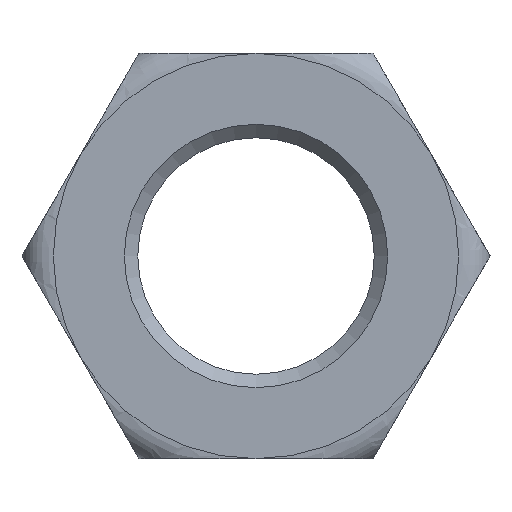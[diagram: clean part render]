
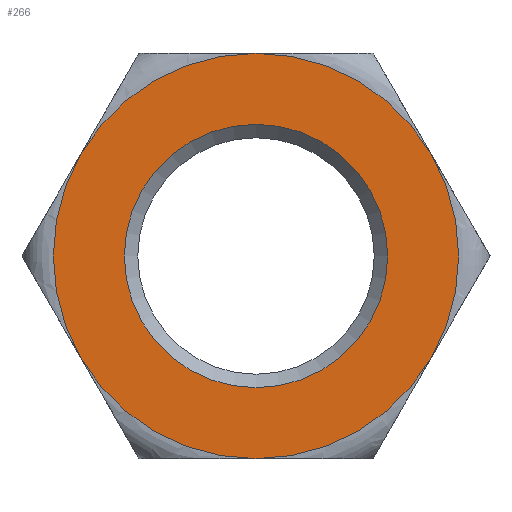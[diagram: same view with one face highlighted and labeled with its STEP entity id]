
A CAD part, front view. The second image highlights one B-rep face of the part: STEP entity #266.
In plain terms, the highlighted planar face has unit normal (0, -1, 0).
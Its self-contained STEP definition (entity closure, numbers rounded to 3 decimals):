
#16 = AXIS2_PLACEMENT_3D ( 'NONE', #138, #916, #35 ) ;
#19 = EDGE_CURVE ( 'NONE', #1246, #702, #1197, .T. ) ;
#24 = CARTESIAN_POINT ( 'NONE',  ( -25.981, -15.5, 15. ) ) ;
#35 = DIRECTION ( 'NONE',  ( 1., 0., 0. ) ) ;
#44 = FACE_OUTER_BOUND ( 'NONE', #1042, .T. ) ;
#83 = VERTEX_POINT ( 'NONE', #208 ) ;
#97 = ORIENTED_EDGE ( 'NONE', *, *, #333, .F. ) ;
#122 = DIRECTION ( 'NONE',  ( 0., 1., 0. ) ) ;
#138 = CARTESIAN_POINT ( 'NONE',  ( 0., -15.5, 0. ) ) ;
#141 = DIRECTION ( 'NONE',  ( 0., 1., 0. ) ) ;
#157 = VECTOR ( 'NONE', #957, 1000. ) ;
#182 = ORIENTED_EDGE ( 'NONE', *, *, #19, .F. ) ;
#185 = VERTEX_POINT ( 'NONE', #774 ) ;
#208 = CARTESIAN_POINT ( 'NONE',  ( -25.981, -15.5, -15. ) ) ;
#210 = CARTESIAN_POINT ( 'NONE',  ( 0., -15.5, 30. ) ) ;
#242 = DIRECTION ( 'NONE',  ( 0., 1., 0. ) ) ;
#262 = DIRECTION ( 'NONE',  ( 1., 0., 0. ) ) ;
#266 = ADVANCED_FACE ( 'NONE', ( #1206, #44 ), #323, .F. ) ;
#270 = DIRECTION ( 'NONE',  ( 0., 1., 0. ) ) ;
#284 = VERTEX_POINT ( 'NONE', #1110 ) ;
#292 = ORIENTED_EDGE ( 'NONE', *, *, #947, .F. ) ;
#319 = EDGE_CURVE ( 'NONE', #761, #284, #840, .T. ) ;
#323 = PLANE ( 'NONE',  #1010 ) ;
#333 = EDGE_CURVE ( 'NONE', #284, #753, #428, .T. ) ;
#359 = CIRCLE ( 'NONE', #1101, 19.5 ) ;
#366 = VERTEX_POINT ( 'NONE', #1259 ) ;
#400 = EDGE_CURVE ( 'NONE', #993, #1071, #880, .T. ) ;
#404 = CARTESIAN_POINT ( 'NONE',  ( 25.981, -15.5, -15. ) ) ;
#414 = DIRECTION ( 'NONE',  ( 0., 1., 0. ) ) ;
#415 = EDGE_CURVE ( 'NONE', #702, #993, #670, .T. ) ;
#428 = LINE ( 'NONE', #535, #157 ) ;
#461 = AXIS2_PLACEMENT_3D ( 'NONE', #934, #141, #534 ) ;
#475 = LINE ( 'NONE', #1170, #877 ) ;
#484 = AXIS2_PLACEMENT_3D ( 'NONE', #946, #270, #262 ) ;
#498 = ORIENTED_EDGE ( 'NONE', *, *, #830, .F. ) ;
#511 = ORIENTED_EDGE ( 'NONE', *, *, #590, .F. ) ;
#524 = DIRECTION ( 'NONE',  ( -1., 0., 0. ) ) ;
#534 = DIRECTION ( 'NONE',  ( 1., 0., 0. ) ) ;
#535 = CARTESIAN_POINT ( 'NONE',  ( -17.321, -15.5, 30. ) ) ;
#554 = ORIENTED_EDGE ( 'NONE', *, *, #1122, .F. ) ;
#566 = AXIS2_PLACEMENT_3D ( 'NONE', #1072, #414, #614 ) ;
#590 = EDGE_CURVE ( 'NONE', #366, #83, #817, .T. ) ;
#594 = DIRECTION ( 'NONE',  ( -1., 0., 0. ) ) ;
#614 = DIRECTION ( 'NONE',  ( 1., 0., 0. ) ) ;
#619 = CARTESIAN_POINT ( 'NONE',  ( 25.981, -15.5, -15. ) ) ;
#622 = AXIS2_PLACEMENT_3D ( 'NONE', #1084, #122, #908 ) ;
#639 = DIRECTION ( 'NONE',  ( 0., 0., 1. ) ) ;
#653 = VECTOR ( 'NONE', #994, 1000. ) ;
#670 = LINE ( 'NONE', #1050, #653 ) ;
#702 = VERTEX_POINT ( 'NONE', #619 ) ;
#707 = EDGE_LOOP ( 'NONE', ( #1161 ) ) ;
#719 = AXIS2_PLACEMENT_3D ( 'NONE', #748, #1133, #524 ) ;
#748 = CARTESIAN_POINT ( 'NONE',  ( 0., -15.5, 0. ) ) ;
#752 = CARTESIAN_POINT ( 'NONE',  ( 25.981, -15.5, 15. ) ) ;
#753 = VERTEX_POINT ( 'NONE', #210 ) ;
#761 = VERTEX_POINT ( 'NONE', #24 ) ;
#774 = CARTESIAN_POINT ( 'NONE',  ( 0., -15.5, 19.5 ) ) ;
#797 = CIRCLE ( 'NONE', #16, 30. ) ;
#817 = CIRCLE ( 'NONE', #461, 30. ) ;
#830 = EDGE_CURVE ( 'NONE', #753, #1246, #797, .T. ) ;
#833 = DIRECTION ( 'NONE',  ( 0., 1., 0. ) ) ;
#840 = CIRCLE ( 'NONE', #719, 30. ) ;
#877 = VECTOR ( 'NONE', #594, 1000. ) ;
#880 = CIRCLE ( 'NONE', #484, 30. ) ;
#908 = DIRECTION ( 'NONE',  ( 1., 0., 0. ) ) ;
#916 = DIRECTION ( 'NONE',  ( 0., 1., 0. ) ) ;
#934 = CARTESIAN_POINT ( 'NONE',  ( 0., -15.5, 0. ) ) ;
#942 = CARTESIAN_POINT ( 'NONE',  ( 0., -15.5, 0. ) ) ;
#946 = CARTESIAN_POINT ( 'NONE',  ( 0., -15.5, 0. ) ) ;
#947 = EDGE_CURVE ( 'NONE', #1071, #366, #475, .T. ) ;
#957 = DIRECTION ( 'NONE',  ( 1., 0., 0. ) ) ;
#977 = ORIENTED_EDGE ( 'NONE', *, *, #415, .F. ) ;
#993 = VERTEX_POINT ( 'NONE', #404 ) ;
#994 = DIRECTION ( 'NONE',  ( -0.5, 0., -0.866 ) ) ;
#1010 = AXIS2_PLACEMENT_3D ( 'NONE', #1115, #833, #1216 ) ;
#1018 = CARTESIAN_POINT ( 'NONE',  ( 0., -15.5, -30. ) ) ;
#1042 = EDGE_LOOP ( 'NONE', ( #1155, #977, #182, #498, #97, #1087, #554, #511, #292 ) ) ;
#1050 = CARTESIAN_POINT ( 'NONE',  ( 34.641, -15.5, 0. ) ) ;
#1064 = EDGE_CURVE ( 'NONE', #185, #185, #359, .T. ) ;
#1071 = VERTEX_POINT ( 'NONE', #1018 ) ;
#1072 = CARTESIAN_POINT ( 'NONE',  ( 0., -15.5, 0. ) ) ;
#1084 = CARTESIAN_POINT ( 'NONE',  ( 0., -15.5, 0. ) ) ;
#1087 = ORIENTED_EDGE ( 'NONE', *, *, #319, .F. ) ;
#1101 = AXIS2_PLACEMENT_3D ( 'NONE', #942, #242, #639 ) ;
#1110 = CARTESIAN_POINT ( 'NONE',  ( 0., -15.5, 30. ) ) ;
#1115 = CARTESIAN_POINT ( 'NONE',  ( 0., -15.5, 0. ) ) ;
#1120 = CIRCLE ( 'NONE', #566, 30. ) ;
#1122 = EDGE_CURVE ( 'NONE', #83, #761, #1120, .T. ) ;
#1133 = DIRECTION ( 'NONE',  ( 0., 1., 0. ) ) ;
#1155 = ORIENTED_EDGE ( 'NONE', *, *, #400, .F. ) ;
#1161 = ORIENTED_EDGE ( 'NONE', *, *, #1064, .T. ) ;
#1170 = CARTESIAN_POINT ( 'NONE',  ( 17.321, -15.5, -30. ) ) ;
#1197 = CIRCLE ( 'NONE', #622, 30. ) ;
#1206 = FACE_BOUND ( 'NONE', #707, .T. ) ;
#1216 = DIRECTION ( 'NONE',  ( 0., 0., 1. ) ) ;
#1246 = VERTEX_POINT ( 'NONE', #752 ) ;
#1259 = CARTESIAN_POINT ( 'NONE',  ( 0., -15.5, -30. ) ) ;
